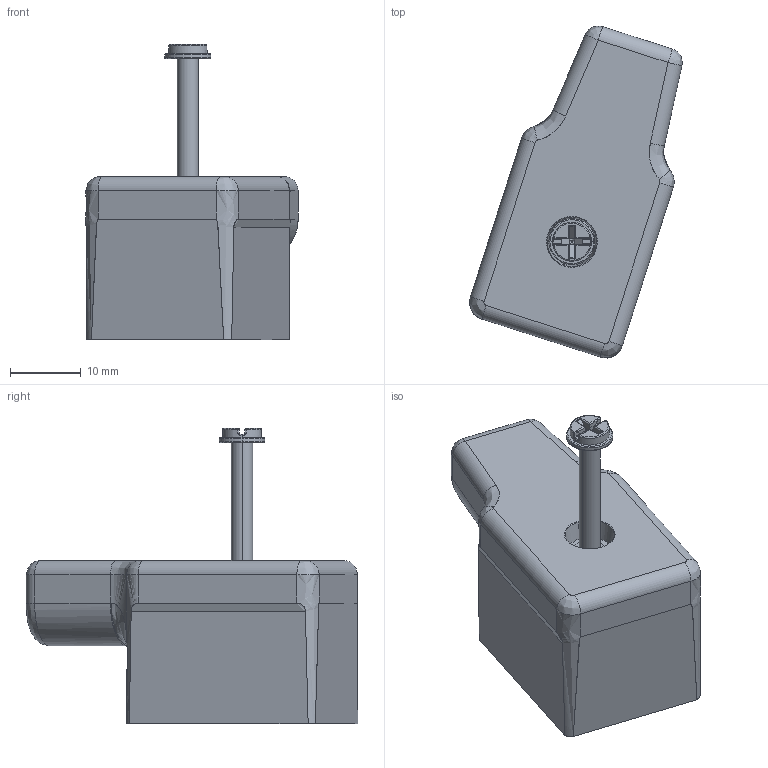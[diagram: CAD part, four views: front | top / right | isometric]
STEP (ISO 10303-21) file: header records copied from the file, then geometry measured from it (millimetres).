
FILE_DESCRIPTION(/* description */ (''),/* implementation_level */ '2;1');
FILE_NAME(/* name */ 'BB2AAxx',/* time_stamp */ '2018-12-10T14:09:36+01:00',/* author */ (''),/* organization */ (''),/* preprocessor_version */ 'ST-DEVELOPER v15',/* originating_system */ '',/* authorisation */ '');
FILE_SCHEMA (('CONFIG_CONTROL_DESIGN'));
Length unit declared in the file: millimetre
Products named in the file (1): Document
Bounding box: 30 x 46.84 x 41.64 mm (x, y, z)
Volume: 4134.3 mm3; surface area: 11642.4 mm2
Topology: 11 solids, 12 shells, 1015 faces, 3303 edges, 2152 vertices
Faces by surface type: bspline 596, plane 419
Entity records: 36442 total; most frequent: CARTESIAN_POINT 18726, ORIENTED_EDGE 5990, EDGE_CURVE 3299, VERTEX_POINT 2152, B_SPLINE_CURVE_WITH_KNOTS 1738, EDGE_LOOP 1070, ADVANCED_FACE 1015, FACE_OUTER_BOUND 1015
